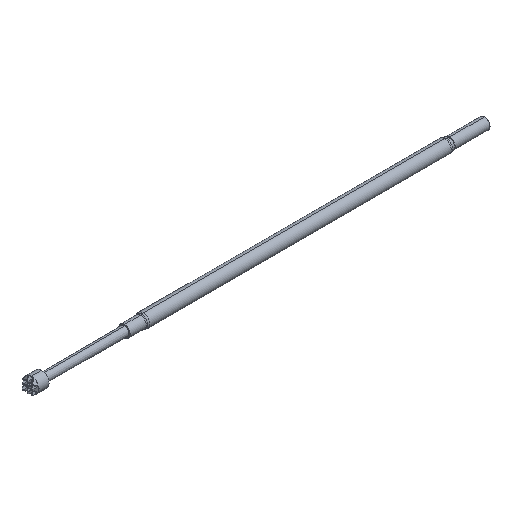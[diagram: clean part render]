
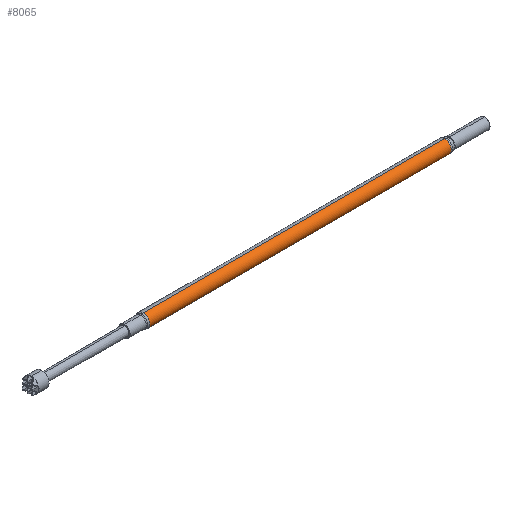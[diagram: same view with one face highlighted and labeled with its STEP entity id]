
A CAD part, isometric view. The second image highlights one B-rep face of the part: STEP entity #8065.
In plain terms, the highlighted cylindrical face has radius 0.51 mm (diameter 1.021 mm), a partial arc.
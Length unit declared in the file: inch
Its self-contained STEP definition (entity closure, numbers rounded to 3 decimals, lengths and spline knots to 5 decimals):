
#500 = FACE_OUTER_BOUND ( 'NONE', #5051, .T. ) ;
#1202 = DIRECTION ( 'NONE',  ( 1., 0., 0. ) ) ;
#1307 = DIRECTION ( 'NONE',  ( 1., 0., 0. ) ) ;
#1419 = VERTEX_POINT ( 'NONE', #7876 ) ;
#1468 = ORIENTED_EDGE ( 'NONE', *, *, #2587, .F. ) ;
#1827 = AXIS2_PLACEMENT_3D ( 'NONE', #4564, #4566, #4572 ) ;
#1846 = CARTESIAN_POINT ( 'NONE',  ( 0.986, 0., 0.0201 ) ) ;
#1932 = CARTESIAN_POINT ( 'NONE',  ( 1.1655, 0., -0.0201 ) ) ;
#2071 = ORIENTED_EDGE ( 'NONE', *, *, #3176, .T. ) ;
#2116 = VECTOR ( 'NONE', #1307, 39.37008 ) ;
#2160 = VERTEX_POINT ( 'NONE', #1846 ) ;
#2202 = CARTESIAN_POINT ( 'NONE',  ( 0.986, 0., -0.0201 ) ) ;
#2233 = CARTESIAN_POINT ( 'NONE',  ( 1.1655, 0., 0.0201 ) ) ;
#2518 = VECTOR ( 'NONE', #3715, 39.37008 ) ;
#2587 = EDGE_CURVE ( 'NONE', #7406, #2160, #5832, .T. ) ;
#2834 = CARTESIAN_POINT ( 'NONE',  ( 0.986, 0., 0. ) ) ;
#3176 = EDGE_CURVE ( 'NONE', #7406, #1419, #6183, .T. ) ;
#3646 = DIRECTION ( 'NONE',  ( 0., 0., -1. ) ) ;
#3715 = DIRECTION ( 'NONE',  ( 1., 0., 0. ) ) ;
#4564 = CARTESIAN_POINT ( 'NONE',  ( 0.05686, 0., 0. ) ) ;
#4566 = DIRECTION ( 'NONE',  ( 1., 0., 0. ) ) ;
#4572 = DIRECTION ( 'NONE',  ( 0., 0., -1. ) ) ;
#5051 = EDGE_LOOP ( 'NONE', ( #1468, #2071, #5509, #6283 ) ) ;
#5264 = EDGE_CURVE ( 'NONE', #1419, #5860, #9775, .T. ) ;
#5509 = ORIENTED_EDGE ( 'NONE', *, *, #5264, .T. ) ;
#5557 = DIRECTION ( 'NONE',  ( 0., 0., -1. ) ) ;
#5832 = LINE ( 'NONE', #2233, #2518 ) ;
#5860 = VERTEX_POINT ( 'NONE', #2202 ) ;
#6183 = CIRCLE ( 'NONE', #1827, 0.0201 ) ;
#6269 = CIRCLE ( 'NONE', #9308, 0.0201 ) ;
#6283 = ORIENTED_EDGE ( 'NONE', *, *, #7888, .F. ) ;
#6486 = CYLINDRICAL_SURFACE ( 'NONE', #9987, 0.0201 ) ;
#6926 = CARTESIAN_POINT ( 'NONE',  ( 0.05686, 0., 0.0201 ) ) ;
#7349 = CARTESIAN_POINT ( 'NONE',  ( 1.1655, 0., 0. ) ) ;
#7406 = VERTEX_POINT ( 'NONE', #6926 ) ;
#7876 = CARTESIAN_POINT ( 'NONE',  ( 0.05686, 0., -0.0201 ) ) ;
#7888 = EDGE_CURVE ( 'NONE', #2160, #5860, #6269, .T. ) ;
#8065 = ADVANCED_FACE ( 'NONE', ( #500 ), #6486, .T. ) ;
#9308 = AXIS2_PLACEMENT_3D ( 'NONE', #2834, #1202, #3646 ) ;
#9658 = DIRECTION ( 'NONE',  ( 1., 0., 0. ) ) ;
#9775 = LINE ( 'NONE', #1932, #2116 ) ;
#9987 = AXIS2_PLACEMENT_3D ( 'NONE', #7349, #9658, #5557 ) ;
